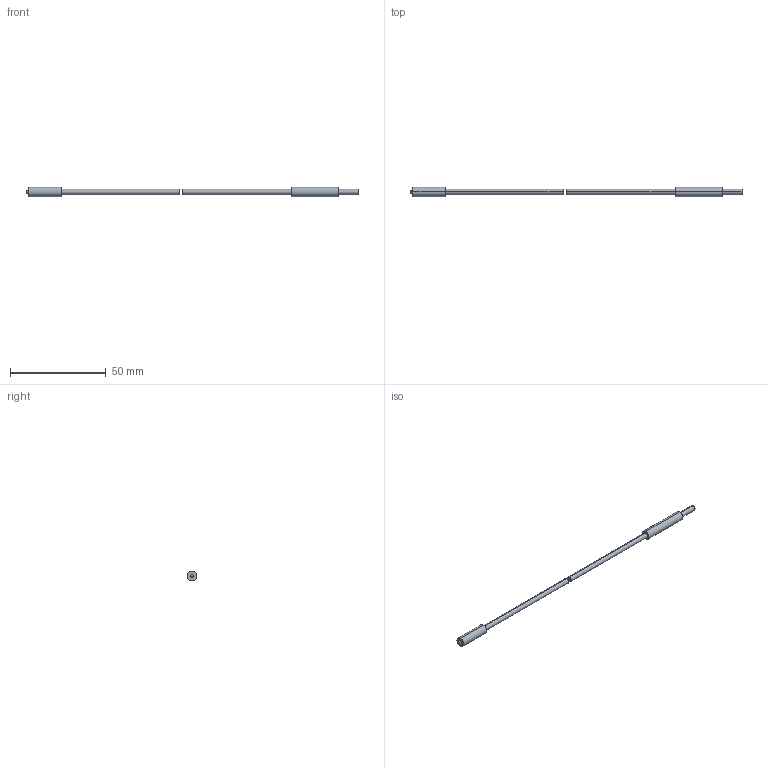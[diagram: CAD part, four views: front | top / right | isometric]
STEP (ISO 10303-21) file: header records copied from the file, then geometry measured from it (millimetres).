
FILE_DESCRIPTION(('STEP AP203'),'1');
FILE_NAME('PT5S3CB-L.stp','2015-10-16T07:12:30',(' '),(' '),'Spatial InterOp 3D',' ',' ');
FILE_SCHEMA(('CONFIG_CONTROL_DESIGN'));
Length unit declared in the file: millimetre
Products named in the file (2): 1; 2
Bounding box: 173.5 x 5 x 5 mm (x, y, z)
Volume: 1576.9 mm3; surface area: 1851.9 mm2
Topology: 2 solids, 2 shells, 21 faces, 42 edges, 27 vertices
Faces by surface type: cylinder 12, plane 7, sphere 2
Entity records: 638 total; most frequent: DIRECTION 114, CARTESIAN_POINT 90, ORIENTED_EDGE 80, AXIS2_PLACEMENT_3D 51, EDGE_CURVE 40, CIRCLE 28, VERTEX_POINT 27, EDGE_LOOP 25
